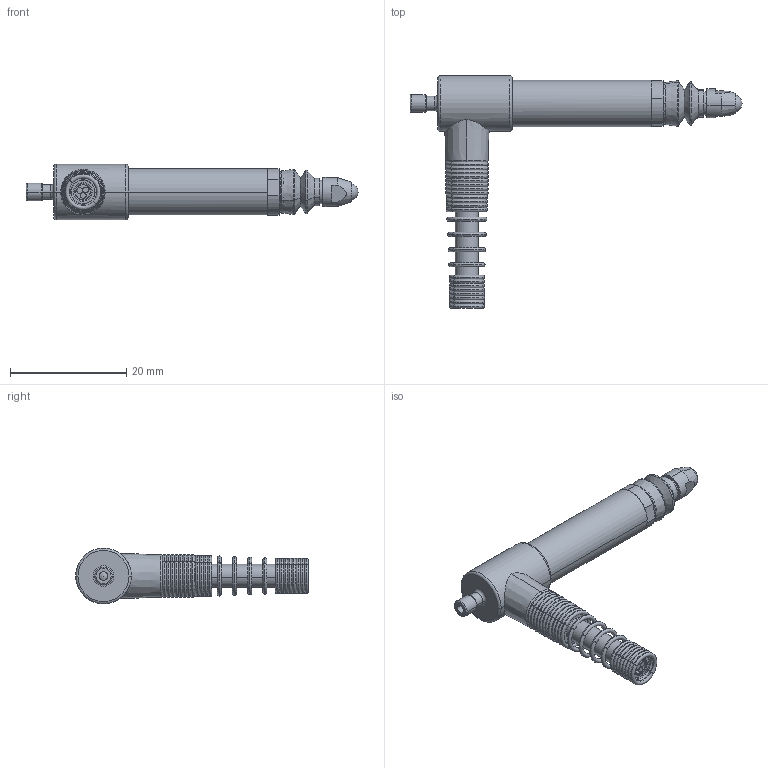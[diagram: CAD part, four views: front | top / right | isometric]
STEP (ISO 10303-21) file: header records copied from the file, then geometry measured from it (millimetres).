
FILE_DESCRIPTION (( 'STEP AP214' ), '1' );
FILE_NAME ('DP-S2V.STEP', '2025-11-06T07:05:13', ( 'User' ), ( 'user' ), 'SwSTEP 2.0', 'SolidWorks 2020', '' );
FILE_SCHEMA (( 'AUTOMOTIVE_DESIGN' ));
Length unit declared in the file: millimetre
Products named in the file (1): DP-S2V
Bounding box: 57.21 x 40.1 x 9.6 mm (x, y, z)
Surface area: 3268 mm2 (no closed solid volume)
Topology: 0 solids, 36 shells, 195 faces, 435 edges, 255 vertices
Faces by surface type: torus 118, cylinder 41, plane 22, cone 12, sphere 2
Entity records: 7741 total; most frequent: DIRECTION 1166, CARTESIAN_POINT 1024, ORIENTED_EDGE 804, AXIS2_PLACEMENT_3D 548, EDGE_CURVE 430, CIRCLE 352, VERTEX_POINT 252, EDGE_LOOP 210
